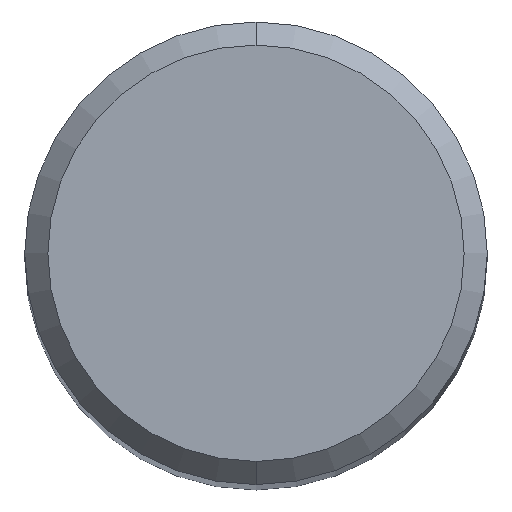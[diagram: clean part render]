
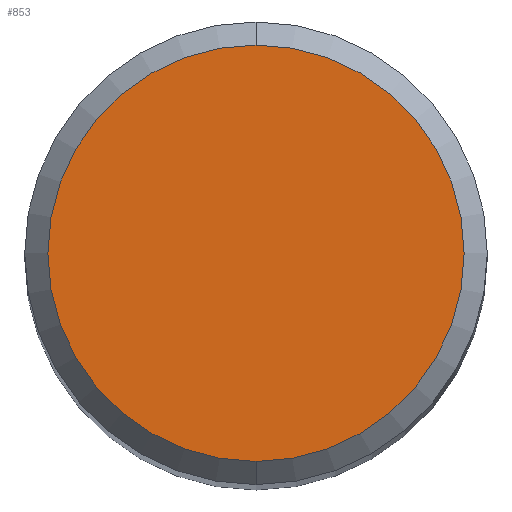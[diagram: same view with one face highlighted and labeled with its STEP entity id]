
A CAD part, top view. The second image highlights one B-rep face of the part: STEP entity #853.
In plain terms, the highlighted planar face has unit normal (0, 0, 1).
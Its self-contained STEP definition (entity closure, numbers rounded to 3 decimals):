
#405=VERTEX_POINT('',#1004);
#611=EDGE_CURVE('',#885,#405,#1230,.T.);
#825=EDGE_CURVE('',#405,#885,#1465,.T.);
#853=ADVANCED_FACE('',(#1495),#1496,.T.);
#885=VERTEX_POINT('',#1533);
#1004=CARTESIAN_POINT('',(0.0,3.6,0.0));
#1230=CIRCLE('',#6345,3.6);
#1465=CIRCLE('',#7151,3.6);
#1495=FACE_OUTER_BOUND('',#7316,.T.);
#1496=PLANE('',#7317);
#1533=CARTESIAN_POINT('',(0.,-3.6,0.0));
#6345=AXIS2_PLACEMENT_3D('',#7817,#7818,#7819);
#7151=AXIS2_PLACEMENT_3D('',#8065,#8066,#8067);
#7316=EDGE_LOOP('',(#8097,#8098));
#7317=AXIS2_PLACEMENT_3D('',#8099,#8100,#8101);
#7817=CARTESIAN_POINT('',(0.0,0.0,0.0));
#7818=DIRECTION('',(0.0,0.0,-1.0));
#7819=DIRECTION('',(0.0,1.0,0.0));
#8065=CARTESIAN_POINT('',(0.0,0.0,0.0));
#8066=DIRECTION('',(0.0,0.0,-1.0));
#8067=DIRECTION('',(0.0,1.0,0.0));
#8097=ORIENTED_EDGE('',*,*,#825,.F.);
#8098=ORIENTED_EDGE('',*,*,#611,.F.);
#8099=CARTESIAN_POINT('',(0.0,1.8,0.0));
#8100=DIRECTION('',(-0.0,0.0,1.0));
#8101=DIRECTION('',(0.0,-1.0,0.0));
